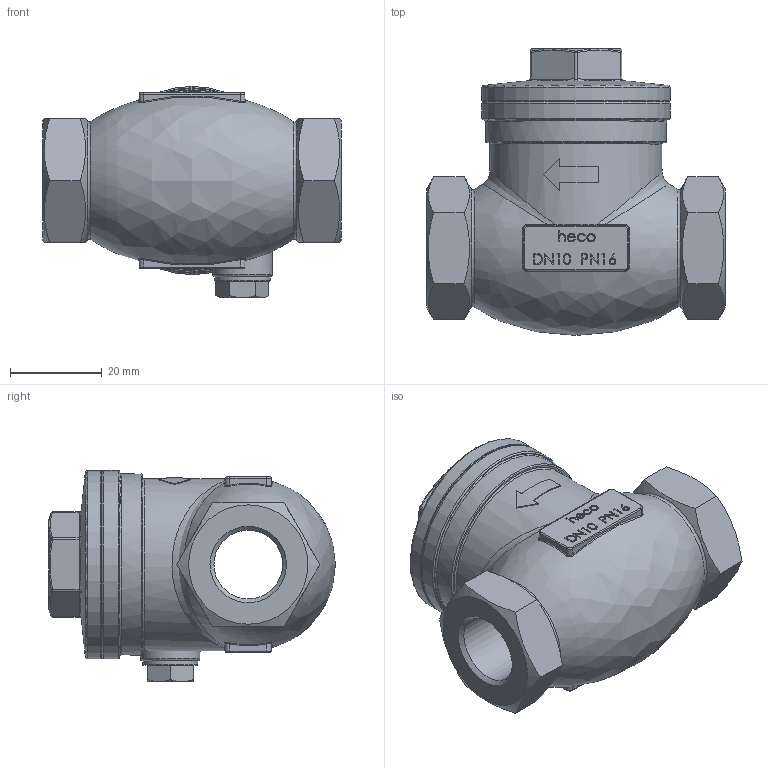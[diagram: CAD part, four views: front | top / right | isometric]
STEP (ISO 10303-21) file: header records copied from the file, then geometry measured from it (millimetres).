
FILE_DESCRIPTION (( 'STEP AP214' ), '1' );
FILE_NAME ('RÜ-038-000-4 Rückschlagklappe heco.STEP', '2013-10-07T07:35:36', ( 'test' ), ( '' ), 'SwSTEP 2.0', 'SolidWorks 2011', '' );
FILE_SCHEMA (( 'AUTOMOTIVE_DESIGN' ));
Length unit declared in the file: millimetre
Products named in the file (1): RÜ-038-000-4 Rückschlagklappe heco
Bounding box: 65 x 62.5 x 46 mm (x, y, z)
Volume: 43714.8 mm3; surface area: 19016.5 mm2
Topology: 1 solids, 1 shells, 556 faces, 1401 edges, 893 vertices
Faces by surface type: bspline 255, plane 220, cylinder 36, torus 30, cone 15
Full cylindrical faces by diameter (mm): 12 x1, 13 x1, 14.95 x2, 16 x1, 20 x1, 30 x1, 39.5 x1, 41 x2
Entity records: 36298 total; most frequent: CARTESIAN_POINT 18896, ORIENTED_EDGE 2692, DIRECTION 1569, EDGE_CURVE 1346, VERTEX_POINT 878, EDGE_LOOP 642, VECTOR 635, LINE 635
